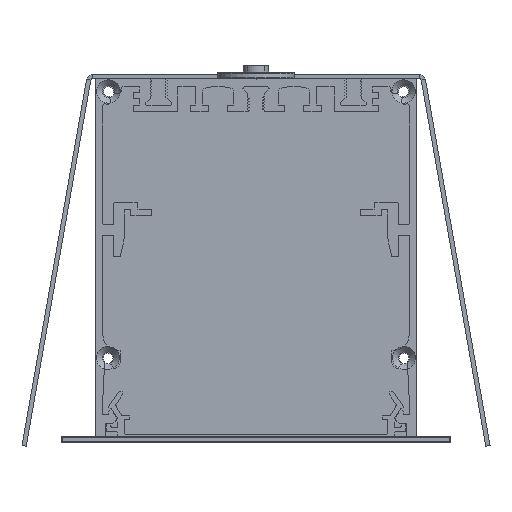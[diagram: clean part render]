
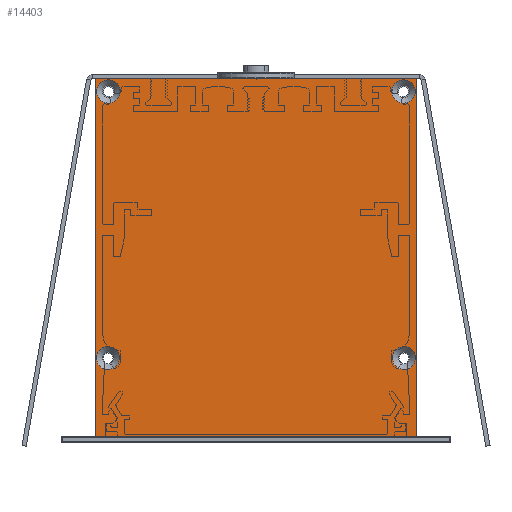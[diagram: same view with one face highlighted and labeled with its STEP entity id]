
A CAD part, front view. The second image highlights one B-rep face of the part: STEP entity #14403.
In plain terms, the highlighted planar face has unit normal (0, -1, 0).
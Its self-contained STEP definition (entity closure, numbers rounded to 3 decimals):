
#42=FACE_BOUND('',#1877,.T.);
#43=FACE_BOUND('',#1878,.T.);
#44=FACE_BOUND('',#1879,.T.);
#45=FACE_BOUND('',#1880,.T.);
#402=PLANE('',#15769);
#1122=FACE_OUTER_BOUND('',#1876,.T.);
#1876=EDGE_LOOP('',(#12835,#12836,#12837,#12838));
#1877=EDGE_LOOP('',(#12839));
#1878=EDGE_LOOP('',(#12840));
#1879=EDGE_LOOP('',(#12841));
#1880=EDGE_LOOP('',(#12842));
#3282=LINE('',#25645,#4657);
#3298=LINE('',#25702,#4673);
#3301=LINE('',#25708,#4676);
#3302=LINE('',#25709,#4677);
#4657=VECTOR('',#19448,10.);
#4673=VECTOR('',#19512,10.);
#4676=VECTOR('',#19517,10.);
#4677=VECTOR('',#19518,10.);
#5347=CIRCLE('',#15748,2.75);
#5350=CIRCLE('',#15753,2.75);
#5353=CIRCLE('',#15758,2.75);
#5356=CIRCLE('',#15763,2.75);
#6786=VERTEX_POINT('',#25642);
#6787=VERTEX_POINT('',#25644);
#6791=VERTEX_POINT('',#25657);
#6794=VERTEX_POINT('',#25667);
#6797=VERTEX_POINT('',#25677);
#6800=VERTEX_POINT('',#25687);
#6804=VERTEX_POINT('',#25701);
#6806=VERTEX_POINT('',#25707);
#8813=EDGE_CURVE('',#6787,#6786,#3282,.T.);
#8819=EDGE_CURVE('',#6791,#6791,#5347,.T.);
#8824=EDGE_CURVE('',#6794,#6794,#5350,.T.);
#8829=EDGE_CURVE('',#6797,#6797,#5353,.T.);
#8834=EDGE_CURVE('',#6800,#6800,#5356,.T.);
#8841=EDGE_CURVE('',#6804,#6787,#3298,.T.);
#8844=EDGE_CURVE('',#6786,#6806,#3301,.T.);
#8845=EDGE_CURVE('',#6806,#6804,#3302,.T.);
#12835=ORIENTED_EDGE('',*,*,#8813,.T.);
#12836=ORIENTED_EDGE('',*,*,#8844,.T.);
#12837=ORIENTED_EDGE('',*,*,#8845,.T.);
#12838=ORIENTED_EDGE('',*,*,#8841,.T.);
#12839=ORIENTED_EDGE('',*,*,#8819,.T.);
#12840=ORIENTED_EDGE('',*,*,#8824,.T.);
#12841=ORIENTED_EDGE('',*,*,#8829,.T.);
#12842=ORIENTED_EDGE('',*,*,#8834,.T.);
#14403=ADVANCED_FACE('',(#1122,#42,#43,#44,#45),#402,.T.);
#15748=AXIS2_PLACEMENT_3D('',#25658,#19460,#19461);
#15753=AXIS2_PLACEMENT_3D('',#25668,#19472,#19473);
#15758=AXIS2_PLACEMENT_3D('',#25678,#19484,#19485);
#15763=AXIS2_PLACEMENT_3D('',#25688,#19496,#19497);
#15769=AXIS2_PLACEMENT_3D('',#25706,#19515,#19516);
#19448=DIRECTION('',(1.,0.,0.));
#19460=DIRECTION('center_axis',(0.,1.,0.));
#19461=DIRECTION('ref_axis',(-1.,0.,0.));
#19472=DIRECTION('center_axis',(0.,1.,0.));
#19473=DIRECTION('ref_axis',(-1.,0.,0.));
#19484=DIRECTION('center_axis',(0.,1.,0.));
#19485=DIRECTION('ref_axis',(-1.,0.,0.));
#19496=DIRECTION('center_axis',(0.,1.,0.));
#19497=DIRECTION('ref_axis',(-1.,0.,0.));
#19512=DIRECTION('',(0.,0.,-1.));
#19515=DIRECTION('center_axis',(0.,-1.,0.));
#19516=DIRECTION('ref_axis',(0.,0.,1.));
#19517=DIRECTION('',(0.,0.,1.));
#19518=DIRECTION('',(-1.,0.,0.));
#25642=CARTESIAN_POINT('',(38.,-565.25,-84.6));
#25644=CARTESIAN_POINT('',(-38.,-565.25,-84.6));
#25645=CARTESIAN_POINT('',(0.,-565.25,-84.6));
#25657=CARTESIAN_POINT('',(-32.15,-565.25,-3.1));
#25658=CARTESIAN_POINT('Origin',(-34.9,-565.25,-3.1));
#25667=CARTESIAN_POINT('',(37.75,-565.25,-66.1));
#25668=CARTESIAN_POINT('Origin',(35.,-565.25,-66.1));
#25677=CARTESIAN_POINT('',(-32.25,-565.25,-66.1));
#25678=CARTESIAN_POINT('Origin',(-35.,-565.25,-66.1));
#25687=CARTESIAN_POINT('',(37.65,-565.25,-3.1));
#25688=CARTESIAN_POINT('Origin',(34.9,-565.25,-3.1));
#25701=CARTESIAN_POINT('',(-38.,-565.25,0.));
#25702=CARTESIAN_POINT('',(-38.,-565.25,-86.));
#25706=CARTESIAN_POINT('Origin',(0.,-565.25,-43.));
#25707=CARTESIAN_POINT('',(38.,-565.25,0.));
#25708=CARTESIAN_POINT('',(38.,-565.25,0.));
#25709=CARTESIAN_POINT('',(-38.,-565.25,0.));
